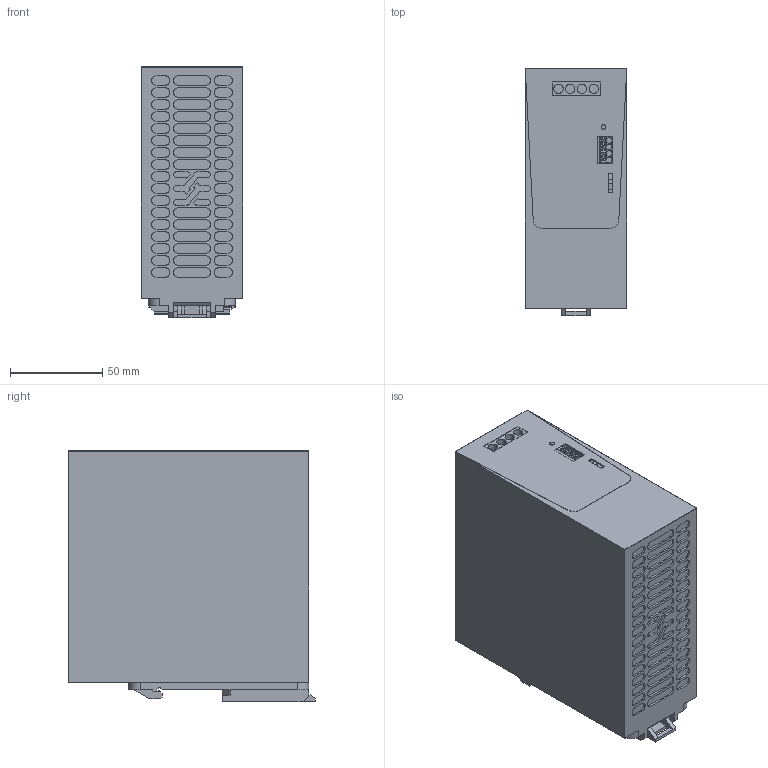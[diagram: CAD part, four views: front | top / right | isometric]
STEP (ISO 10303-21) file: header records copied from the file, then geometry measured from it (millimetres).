
FILE_DESCRIPTION(('CATIA V5 STEP Exchange','CAx-IF Rec.Pracs.--- Model Styling and Organization---1.4--- 2014-01-23'),'2;1');
FILE_NAME ('D1484664_0', '2021-05-05T11:18:20+00:00', ('none'), ('Weidmueller'), 'CATIA Version 5-6 Release 2016 SP3 HF44', 'CATIA V5 STEP AP214', 'none');
FILE_SCHEMA(('AUTOMOTIVE_DESIGN { 1 0 10303 214 1 1 1 1 }'));
Length unit declared in the file: millimetre
Products named in the file (1): S3D_PRO_DC_BUFFER_24V_20A
Bounding box: 55 x 133.7 x 136.17 mm (x, y, z)
Volume: 912152.2 mm3; surface area: 92041.1 mm2
Topology: 12 solids, 12 shells, 930 faces, 2443 edges, 1636 vertices
Faces by surface type: plane 680, cylinder 250
Entity records: 27771 total; most frequent: CARTESIAN_POINT 4974, ORIENTED_EDGE 4886, DIRECTION 3667, EDGE_CURVE 2443, VECTOR 1874, LINE 1874, VERTEX_POINT 1636, AXIS2_PLACEMENT_3D 1160
